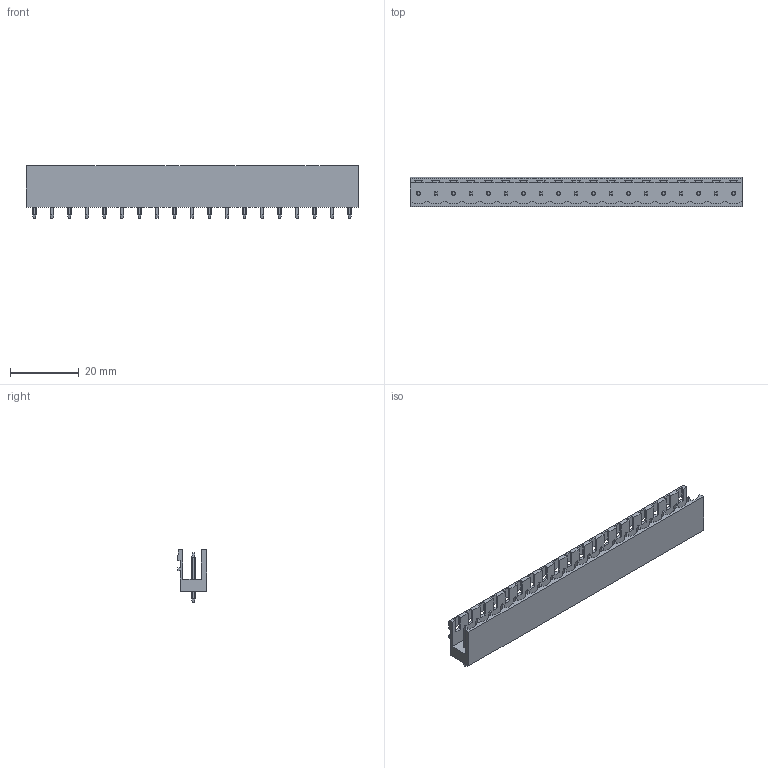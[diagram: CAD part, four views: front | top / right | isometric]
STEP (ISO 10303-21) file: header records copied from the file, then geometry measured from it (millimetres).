
FILE_DESCRIPTION(('CATIA V5 STEP Exchange','CAx-IF Rec.Pracs.--- Model Styling and Organization---1.2---2011-12-15'),'2;1');
FILE_NAME ('D1449148_0', '2018-10-26T09:24:02+00:00', ('none'), ('Weidmueller'), 'CATIA Version 5-6 Release 2014', 'CATIA V5 STEP AP214', 'none');
FILE_SCHEMA(('AUTOMOTIVE_DESIGN { 1 0 10303 214 1 1 1 1 }'));
Length unit declared in the file: millimetre
Products named in the file (1): 1148480000
Bounding box: 96.32 x 8.43 x 15.2 mm (x, y, z)
Volume: 4387.5 mm3; surface area: 7082.1 mm2
Topology: 20 solids, 20 shells, 703 faces, 2119 edges, 1418 vertices
Faces by surface type: plane 530, cylinder 173
Entity records: 22055 total; most frequent: CARTESIAN_POINT 4993, ORIENTED_EDGE 4238, DIRECTION 2445, EDGE_CURVE 2119, VECTOR 1469, LINE 1469, VERTEX_POINT 1418, EDGE_LOOP 741
